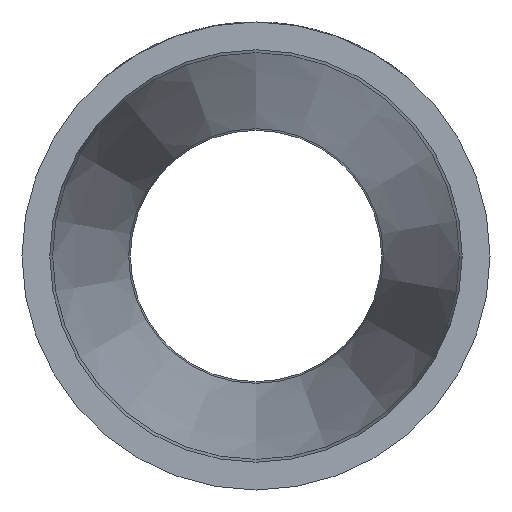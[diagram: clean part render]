
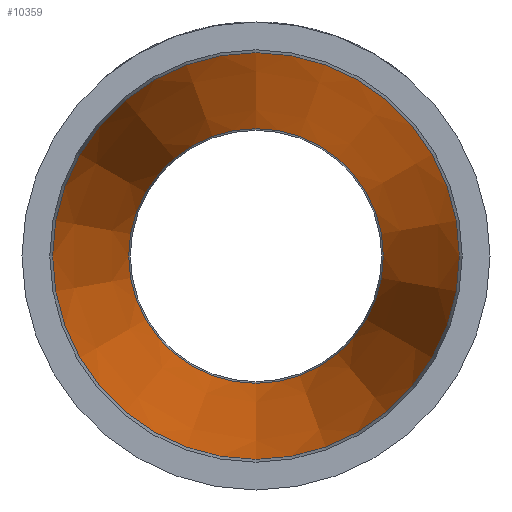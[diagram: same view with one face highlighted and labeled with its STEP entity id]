
A CAD part, front view. The second image highlights one B-rep face of the part: STEP entity #10359.
In plain terms, the highlighted conical face has half-angle 8.873 degrees and reference radius 14.646 mm.
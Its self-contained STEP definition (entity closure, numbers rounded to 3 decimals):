
#493 = VERTEX_POINT ( 'NONE', #916 ) ;
#751 = FACE_BOUND ( 'NONE', #5066, .T. ) ;
#916 = CARTESIAN_POINT ( 'NONE',  ( 0., 76.29, -9.17 ) ) ;
#1037 = CIRCLE ( 'NONE', #21275, 14.647 ) ;
#2175 = VERTEX_POINT ( 'NONE', #20721 ) ;
#2499 = ORIENTED_EDGE ( 'NONE', *, *, #13536, .T. ) ;
#3480 = EDGE_CURVE ( 'NONE', #493, #493, #21099, .T. ) ;
#4215 = DIRECTION ( 'NONE',  ( 0., 0., -1. ) ) ;
#4236 = CARTESIAN_POINT ( 'NONE',  ( 0., 41.208, 0. ) ) ;
#5066 = EDGE_LOOP ( 'NONE', ( #17046 ) ) ;
#5885 = FACE_OUTER_BOUND ( 'NONE', #18497, .T. ) ;
#10359 = ADVANCED_FACE ( 'NONE', ( #751, #5885 ), #15813, .F. ) ;
#11189 = DIRECTION ( 'NONE',  ( 0., -1., 0. ) ) ;
#12368 = CARTESIAN_POINT ( 'NONE',  ( 0., 76.29, 0. ) ) ;
#12625 = CARTESIAN_POINT ( 'NONE',  ( 0., 41.208, 0. ) ) ;
#13536 = EDGE_CURVE ( 'NONE', #2175, #2175, #1037, .T. ) ;
#13693 = DIRECTION ( 'NONE',  ( 0., -1., 0. ) ) ;
#14422 = DIRECTION ( 'NONE',  ( 0., 0., -1. ) ) ;
#14877 = AXIS2_PLACEMENT_3D ( 'NONE', #12368, #13693, #17510 ) ;
#15813 = CONICAL_SURFACE ( 'NONE', #20399, 14.647, 0.155 ) ;
#17046 = ORIENTED_EDGE ( 'NONE', *, *, #3480, .F. ) ;
#17510 = DIRECTION ( 'NONE',  ( 0., 0., -1. ) ) ;
#18497 = EDGE_LOOP ( 'NONE', ( #2499 ) ) ;
#19415 = DIRECTION ( 'NONE',  ( 0., -1., 0. ) ) ;
#20399 = AXIS2_PLACEMENT_3D ( 'NONE', #12625, #19415, #4215 ) ;
#20721 = CARTESIAN_POINT ( 'NONE',  ( 0., 41.208, -14.647 ) ) ;
#21099 = CIRCLE ( 'NONE', #14877, 9.17 ) ;
#21275 = AXIS2_PLACEMENT_3D ( 'NONE', #4236, #11189, #14422 ) ;
